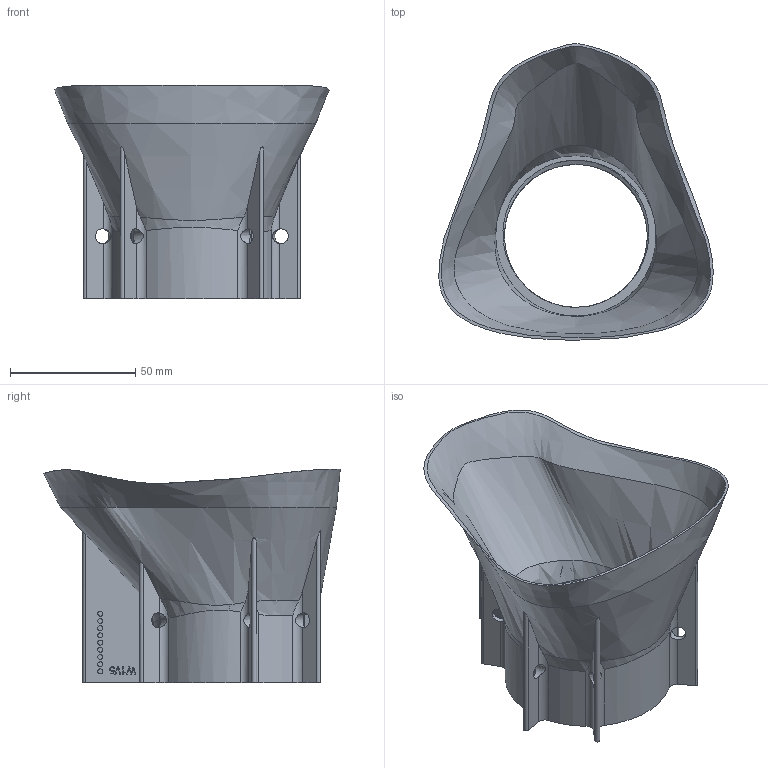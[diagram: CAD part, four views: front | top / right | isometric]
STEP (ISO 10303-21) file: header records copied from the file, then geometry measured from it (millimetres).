
FILE_DESCRIPTION(/* description */ (''),/* implementation_level */ '2;1');
FILE_NAME(/* name */ 'CWT_HSS3BC9_2002 Mask v14.step',/* time_stamp */ '2020-03-18T12:20:13-04:00',/* author */ (''),/* organization */ (''),/* preprocessor_version */ 'ST-DEVELOPER v18',/* originating_system */ 'Autodesk Translation Framework v8.12.0.6',/* authorisation */ '');
FILE_SCHEMA (('AUTOMOTIVE_DESIGN { 1 0 10303 214 3 1 1 }'));
Length unit declared in the file: millimetre
Products named in the file (2): CWT_HSS3BC9_2002 Mask; Mask
Assembly tree (1 placements, depth 2):
  CWT_HSS3BC9_2002 Mask
    Mask
Bounding box: 109.37 x 118.29 x 85.34 mm (x, y, z)
Volume: 49385.6 mm3; surface area: 56426.1 mm2
Topology: 1 solids, 1 shells, 173 faces, 526 edges, 357 vertices
Faces by surface type: plane 67, cylinder 52, bspline 48, torus 6
Full cylindrical faces by diameter (mm): 2 x9, 57.002 x5, 60.356 x5, 64 x1
Entity records: 10653 total; most frequent: CARTESIAN_POINT 6379, ORIENTED_EDGE 1054, DIRECTION 611, EDGE_CURVE 527, VERTEX_POINT 358, LINE 239, VECTOR 239, B_SPLINE_CURVE_WITH_KNOTS 230
